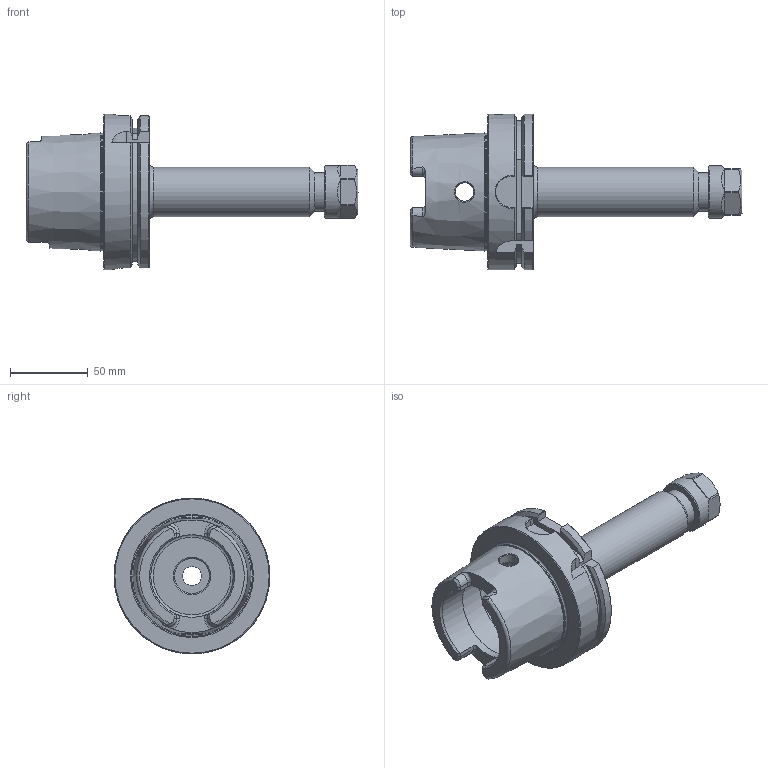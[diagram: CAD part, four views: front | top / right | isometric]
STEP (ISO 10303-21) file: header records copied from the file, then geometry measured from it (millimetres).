
FILE_DESCRIPTION((''),'2;1');
FILE_NAME('H100-20ERP642.stp','2014-08-08T10:15:43',('kaykin'),(''),'Autodesk Inventor 2012','Autodesk Inventor 2012','');
FILE_SCHEMA(('AUTOMOTIVE_DESIGN { 1 0 10303 214 1 1 1 1 }'));
Length unit declared in the file: inch
Products named in the file (3): H100-20ERP642; H100-20ER6-1; 20ERHPN
Assembly tree (2 placements, depth 2):
  H100-20ERP642
    H100-20ER6-1
    20ERHPN
Bounding box: 213.07 x 100 x 100 mm (x, y, z)
Volume: 336579.2 mm3; surface area: 70926.5 mm2
Topology: 2 solids, 2 shells, 163 faces, 406 edges, 253 vertices
Faces by surface type: plane 60, cylinder 41, cone 34, torus 16, bspline 12
Full cylindrical faces by diameter (mm): 10 x1, 11.989 x1, 12 x3, 12.751 x1, 14.478 x1, 14.91 x1, 20.066 x1, 22.377 x1, 23.52 x1, 25 x1, 25.016 x1, 25.527 x1, 31.75 x1, 34.036 x1, 53 x2, 63 x1, 75.364 x1, 100 x1
Entity records: 5614 total; most frequent: CARTESIAN_POINT 1948, DIRECTION 691, ORIENTED_EDGE 682, EDGE_CURVE 341, AXIS2_PLACEMENT_3D 292, VERTEX_POINT 239, EDGE_LOOP 228, FACE_OUTER_BOUND 163
